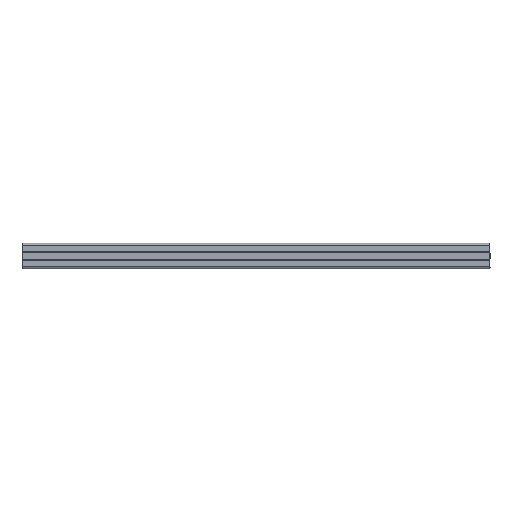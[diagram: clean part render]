
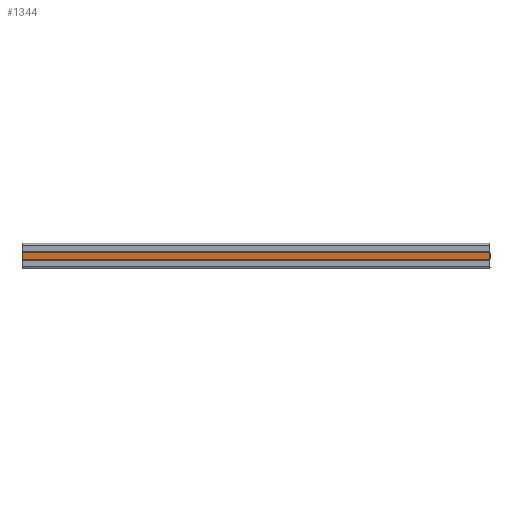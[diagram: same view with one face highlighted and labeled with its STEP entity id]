
A CAD part, front view. The second image highlights one B-rep face of the part: STEP entity #1344.
In plain terms, the highlighted planar face has unit normal (0, -1, 0).
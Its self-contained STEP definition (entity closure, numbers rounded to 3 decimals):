
#51=FACE_OUTER_BOUND('',#119,.T.);
#119=EDGE_LOOP('',(#1040,#1041,#1042,#1043));
#202=LINE('',#1890,#387);
#281=LINE('',#2059,#466);
#282=LINE('',#2062,#467);
#283=LINE('',#2063,#468);
#387=VECTOR('',#1515,10.);
#466=VECTOR('',#1662,10.);
#467=VECTOR('',#1665,10.);
#468=VECTOR('',#1666,10.);
#574=VERTEX_POINT('',#1887);
#575=VERTEX_POINT('',#1889);
#631=VERTEX_POINT('',#2057);
#632=VERTEX_POINT('',#2061);
#704=EDGE_CURVE('',#574,#575,#202,.T.);
#789=EDGE_CURVE('',#631,#575,#281,.T.);
#790=EDGE_CURVE('',#631,#632,#282,.T.);
#791=EDGE_CURVE('',#632,#574,#283,.T.);
#1040=ORIENTED_EDGE('',*,*,#790,.F.);
#1041=ORIENTED_EDGE('',*,*,#789,.T.);
#1042=ORIENTED_EDGE('',*,*,#704,.F.);
#1043=ORIENTED_EDGE('',*,*,#791,.F.);
#1279=PLANE('',#1433);
#1344=ADVANCED_FACE('',(#51),#1279,.T.);
#1433=AXIS2_PLACEMENT_3D('',#2060,#1663,#1664);
#1515=DIRECTION('',(0.,0.,-1.));
#1662=DIRECTION('',(1.,0.,0.));
#1663=DIRECTION('center_axis',(0.,-1.,0.));
#1664=DIRECTION('ref_axis',(0.,0.,
-1.));
#1665=DIRECTION('',(0.,0.,1.));
#1666=DIRECTION('',(1.,0.,0.));
#1887=CARTESIAN_POINT('',(320.,238.6,2.981));
#1889=CARTESIAN_POINT('',(320.,238.6,-2.981));
#1890=CARTESIAN_POINT('',(320.,238.6,-1.49));
#2057=CARTESIAN_POINT('',(-50.,238.6,-2.981));
#2059=CARTESIAN_POINT('',(-50.,238.6,-2.981));
#2060=CARTESIAN_POINT('Origin',(-50.,238.6,2.981));
#2061=CARTESIAN_POINT('',(-50.,238.6,2.981));
#2062=CARTESIAN_POINT('',(-50.,238.6,-1.49));
#2063=CARTESIAN_POINT('',(-50.,238.6,2.981));
